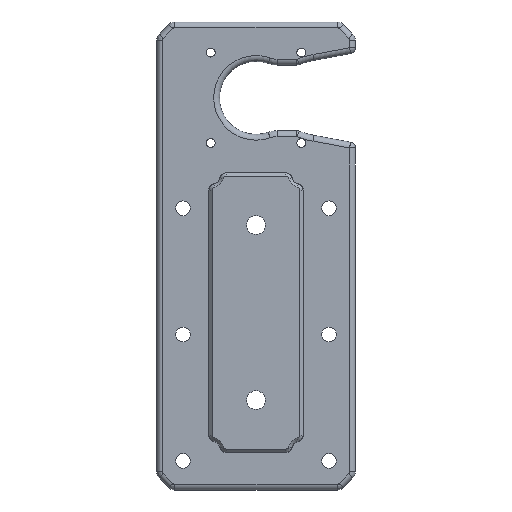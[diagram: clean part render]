
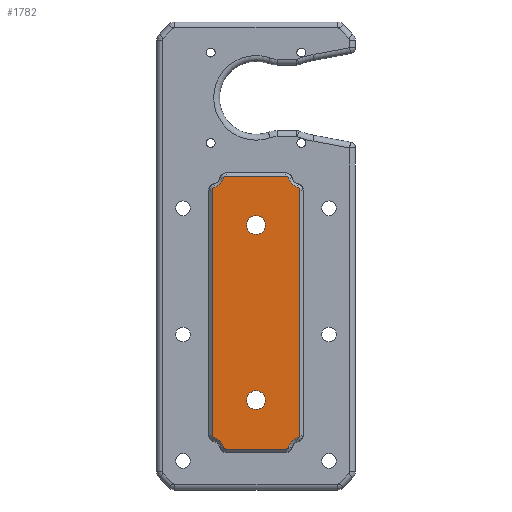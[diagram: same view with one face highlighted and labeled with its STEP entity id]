
A CAD part, front view. The second image highlights one B-rep face of the part: STEP entity #1782.
In plain terms, the highlighted planar face has unit normal (0, -1, 0).
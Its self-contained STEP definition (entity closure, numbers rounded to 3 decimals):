
#50=FACE_BOUND('',#279,.T.);
#51=FACE_BOUND('',#280,.T.);
#77=PLANE('',#1996);
#160=FACE_OUTER_BOUND('',#278,.T.);
#278=EDGE_LOOP('',(#1425,#1426,#1427,#1428,#1429,#1430,#1431,#1432,#1433,
#1434,#1435,#1436,#1437,#1438,#1439,#1440));
#279=EDGE_LOOP('',(#1441));
#280=EDGE_LOOP('',(#1442));
#391=LINE('',#2944,#516);
#397=LINE('',#2968,#522);
#403=LINE('',#2992,#528);
#409=LINE('',#3016,#534);
#516=VECTOR('',#2341,10.);
#522=VECTOR('',#2367,10.);
#528=VECTOR('',#2393,10.);
#534=VECTOR('',#2419,10.);
#666=CIRCLE('',#1950,1.);
#668=CIRCLE('',#1954,1.);
#669=CIRCLE('',#1956,4.);
#672=CIRCLE('',#1960,1.);
#674=CIRCLE('',#1964,1.);
#675=CIRCLE('',#1966,4.);
#678=CIRCLE('',#1970,1.);
#680=CIRCLE('',#1974,1.);
#681=CIRCLE('',#1976,4.);
#684=CIRCLE('',#1980,1.);
#686=CIRCLE('',#1984,1.);
#687=CIRCLE('',#1986,4.);
#689=CIRCLE('',#1997,3.2);
#690=CIRCLE('',#1998,3.2);
#819=VERTEX_POINT('',#2934);
#822=VERTEX_POINT('',#2939);
#823=VERTEX_POINT('',#2943);
#825=VERTEX_POINT('',#2949);
#827=VERTEX_POINT('',#2955);
#829=VERTEX_POINT('',#2961);
#831=VERTEX_POINT('',#2967);
#833=VERTEX_POINT('',#2973);
#835=VERTEX_POINT('',#2979);
#837=VERTEX_POINT('',#2985);
#839=VERTEX_POINT('',#2991);
#841=VERTEX_POINT('',#2997);
#843=VERTEX_POINT('',#3003);
#845=VERTEX_POINT('',#3009);
#847=VERTEX_POINT('',#3015);
#849=VERTEX_POINT('',#3021);
#851=VERTEX_POINT('',#3047);
#852=VERTEX_POINT('',#3049);
#1012=EDGE_CURVE('',#822,#819,#666,.T.);
#1013=EDGE_CURVE('',#819,#823,#391,.T.);
#1018=EDGE_CURVE('',#823,#825,#668,.T.);
#1019=EDGE_CURVE('',#825,#827,#669,.T.);
#1024=EDGE_CURVE('',#827,#829,#672,.T.);
#1025=EDGE_CURVE('',#829,#831,#397,.T.);
#1030=EDGE_CURVE('',#831,#833,#674,.T.);
#1031=EDGE_CURVE('',#833,#835,#675,.T.);
#1036=EDGE_CURVE('',#835,#837,#678,.T.);
#1037=EDGE_CURVE('',#837,#839,#403,.T.);
#1042=EDGE_CURVE('',#839,#841,#680,.T.);
#1043=EDGE_CURVE('',#841,#843,#681,.T.);
#1048=EDGE_CURVE('',#843,#845,#684,.T.);
#1049=EDGE_CURVE('',#845,#847,#409,.T.);
#1054=EDGE_CURVE('',#847,#849,#686,.T.);
#1055=EDGE_CURVE('',#849,#822,#687,.T.);
#1066=EDGE_CURVE('',#851,#851,#689,.T.);
#1067=EDGE_CURVE('',#852,#852,#690,.T.);
#1425=ORIENTED_EDGE('',*,*,#1012,.F.);
#1426=ORIENTED_EDGE('',*,*,#1055,.F.);
#1427=ORIENTED_EDGE('',*,*,#1054,.F.);
#1428=ORIENTED_EDGE('',*,*,#1049,.F.);
#1429=ORIENTED_EDGE('',*,*,#1048,.F.);
#1430=ORIENTED_EDGE('',*,*,#1043,.F.);
#1431=ORIENTED_EDGE('',*,*,#1042,.F.);
#1432=ORIENTED_EDGE('',*,*,#1037,.F.);
#1433=ORIENTED_EDGE('',*,*,#1036,.F.);
#1434=ORIENTED_EDGE('',*,*,#1031,.F.);
#1435=ORIENTED_EDGE('',*,*,#1030,.F.);
#1436=ORIENTED_EDGE('',*,*,#1025,.F.);
#1437=ORIENTED_EDGE('',*,*,#1024,.F.);
#1438=ORIENTED_EDGE('',*,*,#1019,.F.);
#1439=ORIENTED_EDGE('',*,*,#1018,.F.);
#1440=ORIENTED_EDGE('',*,*,#1013,.F.);
#1441=ORIENTED_EDGE('',*,*,#1066,.T.);
#1442=ORIENTED_EDGE('',*,*,#1067,.T.);
#1782=ADVANCED_FACE('',(#160,#50,#51),#77,.T.);
#1950=AXIS2_PLACEMENT_3D('',#2941,#2337,#2338);
#1954=AXIS2_PLACEMENT_3D('',#2953,#2349,#2350);
#1956=AXIS2_PLACEMENT_3D('',#2956,#2353,#2354);
#1960=AXIS2_PLACEMENT_3D('',#2965,#2363,#2364);
#1964=AXIS2_PLACEMENT_3D('',#2977,#2375,#2376);
#1966=AXIS2_PLACEMENT_3D('',#2980,#2379,#2380);
#1970=AXIS2_PLACEMENT_3D('',#2989,#2389,#2390);
#1974=AXIS2_PLACEMENT_3D('',#3001,#2401,#2402);
#1976=AXIS2_PLACEMENT_3D('',#3004,#2405,#2406);
#1980=AXIS2_PLACEMENT_3D('',#3013,#2415,#2416);
#1984=AXIS2_PLACEMENT_3D('',#3025,#2427,#2428);
#1986=AXIS2_PLACEMENT_3D('',#3027,#2431,#2432);
#1996=AXIS2_PLACEMENT_3D('',#3046,#2460,#2461);
#1997=AXIS2_PLACEMENT_3D('',#3048,#2462,#2463);
#1998=AXIS2_PLACEMENT_3D('',#3050,#2464,#2465);
#2337=DIRECTION('center_axis',(0.,1.,0.));
#2338=DIRECTION('ref_axis',(0.782,0.,0.623));
#2341=DIRECTION('',(0.,0.,-1.));
#2349=DIRECTION('center_axis',(0.,1.,0.));
#2350=DIRECTION('ref_axis',(0.782,0.,-0.623));
#2353=DIRECTION('center_axis',(0.,-1.,0.));
#2354=DIRECTION('ref_axis',(-1.,0.,0.));
#2363=DIRECTION('center_axis',(0.,1.,0.));
#2364=DIRECTION('ref_axis',(0.623,0.,-0.782));
#2367=DIRECTION('',(-1.,0.,0.));
#2375=DIRECTION('center_axis',(0.,1.,0.));
#2376=DIRECTION('ref_axis',(-0.623,0.,-0.782));
#2379=DIRECTION('center_axis',(0.,-1.,0.));
#2380=DIRECTION('ref_axis',(1.,0.,0.));
#2389=DIRECTION('center_axis',(0.,1.,0.));
#2390=DIRECTION('ref_axis',(-0.782,0.,-0.623));
#2393=DIRECTION('',(0.,0.,1.));
#2401=DIRECTION('center_axis',(0.,1.,0.));
#2402=DIRECTION('ref_axis',(-0.782,0.,0.623));
#2405=DIRECTION('center_axis',(0.,-1.,0.));
#2406=DIRECTION('ref_axis',(1.,0.,0.));
#2415=DIRECTION('center_axis',(0.,1.,0.));
#2416=DIRECTION('ref_axis',(-0.623,0.,0.782));
#2419=DIRECTION('',(1.,0.,0.));
#2427=DIRECTION('center_axis',(0.,1.,0.));
#2428=DIRECTION('ref_axis',(0.623,0.,0.782));
#2431=DIRECTION('center_axis',(0.,-1.,0.));
#2432=DIRECTION('ref_axis',(-1.,0.,0.));
#2460=DIRECTION('center_axis',(0.,-1.,0.));
#2461=DIRECTION('ref_axis',(1.,0.,0.));
#2462=DIRECTION('center_axis',(0.,1.,0.));
#2463=DIRECTION('ref_axis',(1.,0.,0.));
#2464=DIRECTION('center_axis',(0.,1.,0.));
#2465=DIRECTION('ref_axis',(1.,0.,0.));
#2934=CARTESIAN_POINT('',(34.052,447.2,92.801));
#2939=CARTESIAN_POINT('',(33.276,447.2,93.775));
#2941=CARTESIAN_POINT('Origin',(33.052,447.2,92.801));
#2943=CARTESIAN_POINT('',(34.052,447.2,8.799));
#2944=CARTESIAN_POINT('',(34.052,447.2,28.798));
#2949=CARTESIAN_POINT('',(33.276,447.2,7.825));
#2953=CARTESIAN_POINT('Origin',(33.052,447.2,8.799));
#2955=CARTESIAN_POINT('',(30.275,447.2,4.824));
#2956=CARTESIAN_POINT('Origin',(34.173,447.2,3.927));
#2961=CARTESIAN_POINT('',(29.301,447.2,4.048));
#2965=CARTESIAN_POINT('Origin',(29.301,447.2,5.048));
#2967=CARTESIAN_POINT('',(8.799,447.2,4.048));
#2968=CARTESIAN_POINT('',(12.923,447.2,4.048));
#2973=CARTESIAN_POINT('',(7.825,447.2,4.824));
#2977=CARTESIAN_POINT('Origin',(8.799,447.2,5.048));
#2979=CARTESIAN_POINT('',(4.824,447.2,7.825));
#2980=CARTESIAN_POINT('Origin',(3.927,447.2,3.927));
#2985=CARTESIAN_POINT('',(4.048,447.2,8.799));
#2989=CARTESIAN_POINT('Origin',(5.048,447.2,8.799));
#2991=CARTESIAN_POINT('',(4.048,447.2,92.801));
#2992=CARTESIAN_POINT('',(4.048,447.2,72.802));
#2997=CARTESIAN_POINT('',(4.824,447.2,93.775));
#3001=CARTESIAN_POINT('Origin',(5.048,447.2,92.801));
#3003=CARTESIAN_POINT('',(7.825,447.2,96.776));
#3004=CARTESIAN_POINT('Origin',(3.927,447.2,97.673));
#3009=CARTESIAN_POINT('',(8.799,447.2,97.552));
#3013=CARTESIAN_POINT('Origin',(8.799,447.2,96.552));
#3015=CARTESIAN_POINT('',(29.301,447.2,97.552));
#3016=CARTESIAN_POINT('',(25.177,447.2,97.552));
#3021=CARTESIAN_POINT('',(30.275,447.2,96.776));
#3025=CARTESIAN_POINT('Origin',(29.301,447.2,96.552));
#3027=CARTESIAN_POINT('Origin',(34.173,447.2,97.673));
#3046=CARTESIAN_POINT('Origin',(19.05,447.2,50.8));
#3047=CARTESIAN_POINT('',(15.85,447.2,20.8));
#3048=CARTESIAN_POINT('Origin',(19.05,447.2,20.8));
#3049=CARTESIAN_POINT('',(15.85,447.2,80.8));
#3050=CARTESIAN_POINT('Origin',(19.05,447.2,80.8));
